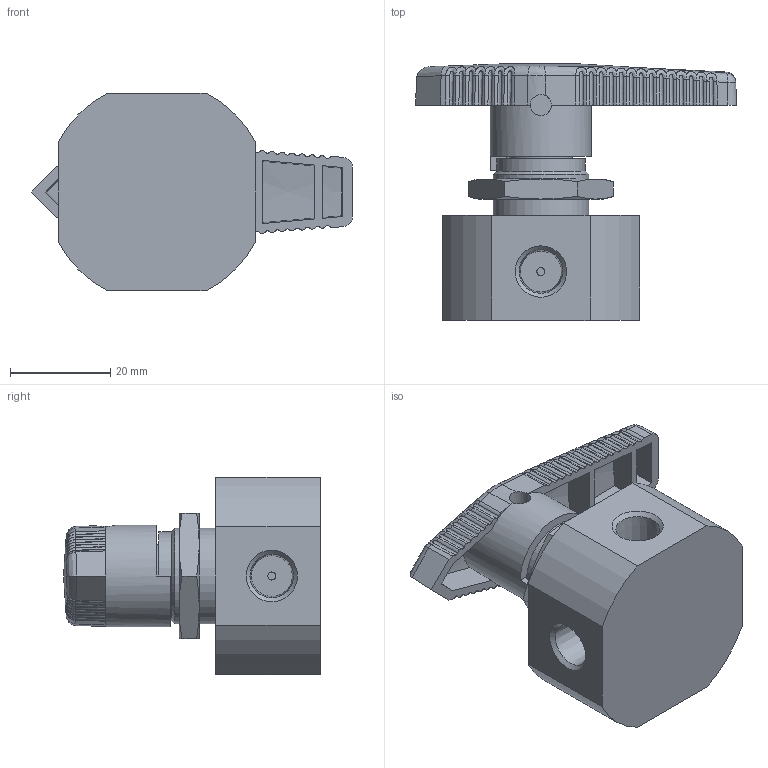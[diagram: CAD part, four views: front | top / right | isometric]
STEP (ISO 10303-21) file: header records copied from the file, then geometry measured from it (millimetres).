
FILE_DESCRIPTION(('FreeCAD Model'),'2;1');
FILE_NAME('Open CASCADE Shape Model','2025-12-09T10:01:59',('Author'),( ''),'Open CASCADE STEP processor 7.8','FreeCAD','Unknown');
FILE_SCHEMA(('AUTOMOTIVE_DESIGN { 1 0 10303 214 1 1 1 1 }'));
Products named in the file (1): BVN1-2A-4X-F-2N-PF-S
Bounding box: 64 x 51.2 x 39.4 mm (x, y, z)
Volume: 38606.8 mm3; surface area: 14406.5 mm2
Topology: 2 solids, 3 shells, 315 faces, 2524 edges, 7268 vertices
Faces by surface type: cylinder 108, bspline 101, plane 73, cone 33
Full cylindrical faces by diameter (mm): 1.6 x4, 4.2 x1, 6 x1, 6.4 x1, 7 x2, 8 x1, 12.6 x1, 13.8 x1, 15 x1, 19.05 x2, 20.2 x1
Entity records: 41633 total; most frequent: CARTESIAN_POINT 21176, DIRECTION 3304, GEOMETRIC_CURVE_SET 1683, ORIENTED_EDGE 1680, TRIMMED_CURVE 1680, AXIS2_PLACEMENT_3D 1253, EDGE_CURVE 840, CIRCLE 816
